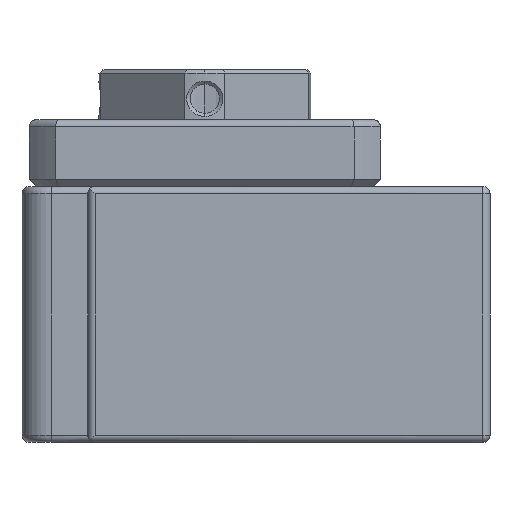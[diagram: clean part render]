
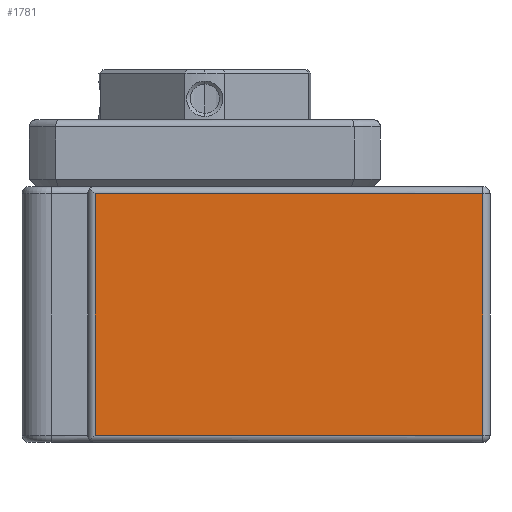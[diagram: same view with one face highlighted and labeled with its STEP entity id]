
A CAD part, left-side view. The second image highlights one B-rep face of the part: STEP entity #1781.
In plain terms, the highlighted planar face has unit normal (-1, 0, 0).
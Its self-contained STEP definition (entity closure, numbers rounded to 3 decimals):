
#1742 = CARTESIAN_POINT ( 'NONE',  ( -43., -31., 17.5 ) ) ;
#1744 = VERTEX_POINT ( 'NONE', #7570 ) ;
#1781 = ADVANCED_FACE ( 'NONE', ( #2115 ), #17257, .F. ) ;
#1897 = ORIENTED_EDGE ( 'NONE', *, *, #12238, .T. ) ;
#2115 = FACE_OUTER_BOUND ( 'NONE', #13320, .T. ) ;
#2142 = VERTEX_POINT ( 'NONE', #18152 ) ;
#3711 = CARTESIAN_POINT ( 'NONE',  ( -43., 23., 16.5 ) ) ;
#5107 = EDGE_CURVE ( 'NONE', #6572, #2142, #15594, .T. ) ;
#5333 = EDGE_CURVE ( 'NONE', #2142, #17729, #14820, .T. ) ;
#6572 = VERTEX_POINT ( 'NONE', #18425 ) ;
#7570 = CARTESIAN_POINT ( 'NONE',  ( -43., 22., -16.5 ) ) ;
#7586 = CARTESIAN_POINT ( 'NONE',  ( -43., 22., 17.5 ) ) ;
#7633 = CARTESIAN_POINT ( 'NONE',  ( -43., 23., 17.5 ) ) ;
#7978 = CARTESIAN_POINT ( 'NONE',  ( -43., 22., 16.5 ) ) ;
#9842 = CARTESIAN_POINT ( 'NONE',  ( -43., -32., -16.5 ) ) ;
#10201 = ORIENTED_EDGE ( 'NONE', *, *, #5107, .T. ) ;
#10558 = VECTOR ( 'NONE', #16626, 1000. ) ;
#10790 = LINE ( 'NONE', #9842, #14551 ) ;
#10852 = DIRECTION ( 'NONE',  ( 0., 1., 0. ) ) ;
#12238 = EDGE_CURVE ( 'NONE', #17729, #1744, #16547, .T. ) ;
#12490 = ORIENTED_EDGE ( 'NONE', *, *, #5333, .T. ) ;
#12941 = DIRECTION ( 'NONE',  ( 0., 0., 1. ) ) ;
#13320 = EDGE_LOOP ( 'NONE', ( #1897, #15154, #10201, #12490 ) ) ;
#14551 = VECTOR ( 'NONE', #14626, 1000. ) ;
#14626 = DIRECTION ( 'NONE',  ( 0., -1., 0. ) ) ;
#14820 = LINE ( 'NONE', #3711, #10558 ) ;
#15154 = ORIENTED_EDGE ( 'NONE', *, *, #19091, .T. ) ;
#15242 = AXIS2_PLACEMENT_3D ( 'NONE', #7633, #20474, #10852 ) ;
#15594 = LINE ( 'NONE', #1742, #18363 ) ;
#16547 = LINE ( 'NONE', #7586, #20787 ) ;
#16626 = DIRECTION ( 'NONE',  ( 0., 1., 0. ) ) ;
#17211 = DIRECTION ( 'NONE',  ( 0., 0., -1. ) ) ;
#17257 = PLANE ( 'NONE',  #15242 ) ;
#17729 = VERTEX_POINT ( 'NONE', #7978 ) ;
#18152 = CARTESIAN_POINT ( 'NONE',  ( -43., -31., 16.5 ) ) ;
#18363 = VECTOR ( 'NONE', #12941, 1000. ) ;
#18425 = CARTESIAN_POINT ( 'NONE',  ( -43., -31., -16.5 ) ) ;
#19091 = EDGE_CURVE ( 'NONE', #1744, #6572, #10790, .T. ) ;
#20474 = DIRECTION ( 'NONE',  ( 1., 0., 0. ) ) ;
#20787 = VECTOR ( 'NONE', #17211, 1000. ) ;
